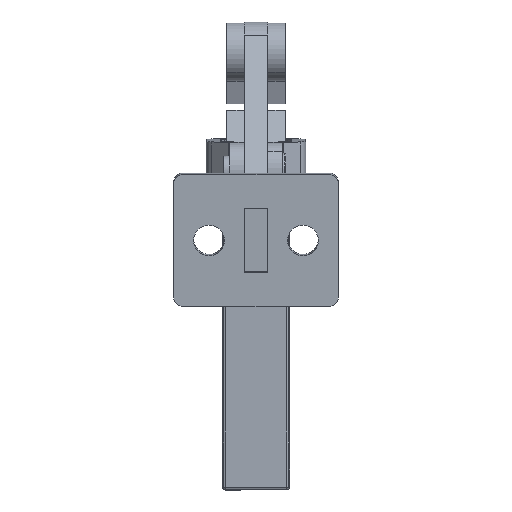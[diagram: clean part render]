
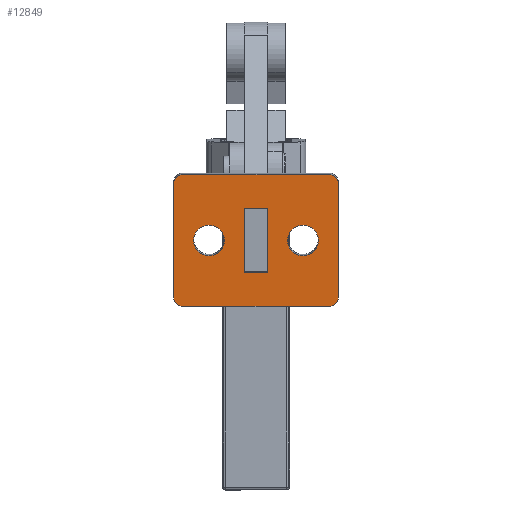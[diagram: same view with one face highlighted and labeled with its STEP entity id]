
A CAD part, front view. The second image highlights one B-rep face of the part: STEP entity #12849.
In plain terms, the highlighted planar face has unit normal (0, -0.998, -0.067).
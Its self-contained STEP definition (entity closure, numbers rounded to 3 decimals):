
#51=CARTESIAN_POINT('',(8.952,51.389,75.866));
#52=VERTEX_POINT('',#51);
#68=CARTESIAN_POINT('',(-1.548,51.389,75.866));
#69=VERTEX_POINT('',#68);
#76=CARTESIAN_POINT('',(3.702,51.389,75.866));
#77=DIRECTION('',(0.0,0.998,0.067));
#78=DIRECTION('',(1.0,0.0,0.0));
#79=AXIS2_PLACEMENT_3D('',#76,#77,#78);
#80=CIRCLE('',#79,5.25);
#81=EDGE_CURVE('',#52,#69,#80,.T.);
#93=CARTESIAN_POINT('',(-23.048,51.389,75.866));
#94=VERTEX_POINT('',#93);
#110=CARTESIAN_POINT('',(-33.548,51.389,75.866));
#111=VERTEX_POINT('',#110);
#118=CARTESIAN_POINT('',(-28.298,51.389,75.866));
#119=DIRECTION('',(0.0,0.998,0.067));
#120=DIRECTION('',(1.0,0.0,0.0));
#121=AXIS2_PLACEMENT_3D('',#118,#119,#120);
#122=CIRCLE('',#121,5.25);
#123=EDGE_CURVE('',#94,#111,#122,.T.);
#133=CARTESIAN_POINT('',(14.823,49.932,97.438));
#134=VERTEX_POINT('',#133);
#143=CARTESIAN_POINT('',(15.702,50.075,95.321));
#144=VERTEX_POINT('',#143);
#145=CARTESIAN_POINT('',(12.702,50.075,95.321));
#146=DIRECTION('',(0.,0.998,0.067));
#147=DIRECTION('',(0.707,-0.048,0.706));
#148=AXIS2_PLACEMENT_3D('',#145,#146,#147);
#149=CIRCLE('',#148,3.);
#150=EDGE_CURVE('',#134,#144,#149,.T.);
#175=CARTESIAN_POINT('',(-39.419,49.932,97.438));
#176=VERTEX_POINT('',#175);
#185=CARTESIAN_POINT('',(-37.298,49.873,98.315));
#186=VERTEX_POINT('',#185);
#187=CARTESIAN_POINT('',(-37.298,50.075,95.321));
#188=DIRECTION('',(0.,0.998,0.067));
#189=DIRECTION('',(-0.707,-0.048,0.706));
#190=AXIS2_PLACEMENT_3D('',#187,#188,#189);
#191=CIRCLE('',#190,3.);
#192=EDGE_CURVE('',#176,#186,#191,.T.);
#217=CARTESIAN_POINT('',(-39.419,52.845,54.294));
#218=VERTEX_POINT('',#217);
#227=CARTESIAN_POINT('',(-40.298,52.702,56.41));
#228=VERTEX_POINT('',#227);
#229=CARTESIAN_POINT('',(-37.298,52.702,56.41));
#230=DIRECTION('',(0.,0.998,0.067));
#231=DIRECTION('',(-0.707,0.048,-0.706));
#232=AXIS2_PLACEMENT_3D('',#229,#230,#231);
#233=CIRCLE('',#232,3.);
#234=EDGE_CURVE('',#218,#228,#233,.T.);
#259=CARTESIAN_POINT('',(14.823,52.845,54.294));
#260=VERTEX_POINT('',#259);
#269=CARTESIAN_POINT('',(12.702,52.905,53.417));
#270=VERTEX_POINT('',#269);
#271=CARTESIAN_POINT('',(12.702,52.702,56.41));
#272=DIRECTION('',(0.,0.998,0.067));
#273=DIRECTION('',(0.707,0.048,-0.706));
#274=AXIS2_PLACEMENT_3D('',#271,#272,#273);
#275=CIRCLE('',#274,3.);
#276=EDGE_CURVE('',#260,#270,#275,.T.);
#12570=CARTESIAN_POINT('',(-8.248,50.644,86.891));
#12571=VERTEX_POINT('',#12570);
#12572=CARTESIAN_POINT('',(-8.248,52.133,64.841));
#12573=VERTEX_POINT('',#12572);
#12574=CARTESIAN_POINT('',(-8.248,50.644,86.891));
#12575=DIRECTION('',(0.,0.067,-0.998));
#12576=VECTOR('',#12575,22.1);
#12577=LINE('',#12574,#12576);
#12578=EDGE_CURVE('',#12571,#12573,#12577,.T.);
#12610=CARTESIAN_POINT('',(-16.348,52.133,64.841));
#12611=VERTEX_POINT('',#12610);
#12612=CARTESIAN_POINT('',(-8.248,52.133,64.841));
#12613=DIRECTION('',(-1.0,0.0,0.0));
#12614=VECTOR('',#12613,8.1);
#12615=LINE('',#12612,#12614);
#12616=EDGE_CURVE('',#12573,#12611,#12615,.T.);
#12648=CARTESIAN_POINT('',(-16.348,50.644,86.891));
#12649=VERTEX_POINT('',#12648);
#12650=CARTESIAN_POINT('',(-16.348,52.133,64.841));
#12651=DIRECTION('',(0.,-0.067,0.998));
#12652=VECTOR('',#12651,22.1);
#12653=LINE('',#12650,#12652);
#12654=EDGE_CURVE('',#12611,#12649,#12653,.T.);
#12679=CARTESIAN_POINT('',(-16.348,50.644,86.891));
#12680=DIRECTION('',(1.0,0.0,0.0));
#12681=VECTOR('',#12680,8.1);
#12682=LINE('',#12679,#12681);
#12683=EDGE_CURVE('',#12649,#12571,#12682,.T.);
#12718=CARTESIAN_POINT('',(15.702,52.702,56.41));
#12719=VERTEX_POINT('',#12718);
#12726=CARTESIAN_POINT('',(12.702,52.702,56.41));
#12727=DIRECTION('',(0.,0.998,0.067));
#12728=DIRECTION('',(0.707,0.048,-0.706));
#12729=AXIS2_PLACEMENT_3D('',#12726,#12727,#12728);
#12730=CIRCLE('',#12729,3.);
#12731=EDGE_CURVE('',#12719,#260,#12730,.T.);
#12742=CARTESIAN_POINT('',(-37.298,52.905,53.417));
#12743=VERTEX_POINT('',#12742);
#12744=CARTESIAN_POINT('',(12.702,52.905,53.417));
#12745=DIRECTION('',(-1.0,0.0,0.0));
#12746=VECTOR('',#12745,50.);
#12747=LINE('',#12744,#12746);
#12748=EDGE_CURVE('',#270,#12743,#12747,.T.);
#12767=CARTESIAN_POINT('',(-12.298,51.389,75.866));
#12768=DIRECTION('',(0.,0.998,0.067));
#12769=DIRECTION('',(-1.0,0.0,0.0));
#12770=AXIS2_PLACEMENT_3D('',#12767,#12768,#12769);
#12771=PLANE('',#12770);
#12772=ORIENTED_EDGE('',*,*,#12731,.F.);
#12773=CARTESIAN_POINT('',(15.702,50.075,95.321));
#12774=DIRECTION('',(0.,0.067,-0.998));
#12775=VECTOR('',#12774,39.);
#12776=LINE('',#12773,#12775);
#12777=EDGE_CURVE('',#144,#12719,#12776,.T.);
#12778=ORIENTED_EDGE('',*,*,#12777,.F.);
#12779=ORIENTED_EDGE('',*,*,#150,.F.);
#12780=CARTESIAN_POINT('',(12.702,49.873,98.315));
#12781=VERTEX_POINT('',#12780);
#12782=CARTESIAN_POINT('',(12.702,50.075,95.321));
#12783=DIRECTION('',(0.,0.998,0.067));
#12784=DIRECTION('',(0.707,-0.048,0.706));
#12785=AXIS2_PLACEMENT_3D('',#12782,#12783,#12784);
#12786=CIRCLE('',#12785,3.);
#12787=EDGE_CURVE('',#12781,#134,#12786,.T.);
#12788=ORIENTED_EDGE('',*,*,#12787,.F.);
#12789=CARTESIAN_POINT('',(-37.298,49.873,98.315));
#12790=DIRECTION('',(1.0,0.0,0.0));
#12791=VECTOR('',#12790,50.0);
#12792=LINE('',#12789,#12791);
#12793=EDGE_CURVE('',#186,#12781,#12792,.T.);
#12794=ORIENTED_EDGE('',*,*,#12793,.F.);
#12795=ORIENTED_EDGE('',*,*,#192,.F.);
#12796=CARTESIAN_POINT('',(-40.298,50.075,95.321));
#12797=VERTEX_POINT('',#12796);
#12798=CARTESIAN_POINT('',(-37.298,50.075,95.321));
#12799=DIRECTION('',(0.,0.998,0.067));
#12800=DIRECTION('',(-0.707,-0.048,0.706));
#12801=AXIS2_PLACEMENT_3D('',#12798,#12799,#12800);
#12802=CIRCLE('',#12801,3.);
#12803=EDGE_CURVE('',#12797,#176,#12802,.T.);
#12804=ORIENTED_EDGE('',*,*,#12803,.F.);
#12805=CARTESIAN_POINT('',(-40.298,52.702,56.41));
#12806=DIRECTION('',(0.,-0.067,0.998));
#12807=VECTOR('',#12806,39.0);
#12808=LINE('',#12805,#12807);
#12809=EDGE_CURVE('',#228,#12797,#12808,.T.);
#12810=ORIENTED_EDGE('',*,*,#12809,.F.);
#12811=ORIENTED_EDGE('',*,*,#234,.F.);
#12812=CARTESIAN_POINT('',(-37.298,52.702,56.41));
#12813=DIRECTION('',(0.,0.998,0.067));
#12814=DIRECTION('',(-0.707,0.048,-0.706));
#12815=AXIS2_PLACEMENT_3D('',#12812,#12813,#12814);
#12816=CIRCLE('',#12815,3.);
#12817=EDGE_CURVE('',#12743,#218,#12816,.T.);
#12818=ORIENTED_EDGE('',*,*,#12817,.F.);
#12819=ORIENTED_EDGE('',*,*,#12748,.F.);
#12820=ORIENTED_EDGE('',*,*,#276,.F.);
#12821=EDGE_LOOP('',(#12772,#12778,#12779,#12788,#12794,#12795,#12804,#12810,#12811,#12818,#12819,#12820));
#12822=FACE_OUTER_BOUND('',#12821,.T.);
#12823=ORIENTED_EDGE('',*,*,#12578,.T.);
#12824=ORIENTED_EDGE('',*,*,#12616,.T.);
#12825=ORIENTED_EDGE('',*,*,#12654,.T.);
#12826=ORIENTED_EDGE('',*,*,#12683,.T.);
#12827=EDGE_LOOP('',(#12823,#12824,#12825,#12826));
#12828=FACE_BOUND('',#12827,.T.);
#12829=CARTESIAN_POINT('',(-28.298,51.389,75.866));
#12830=DIRECTION('',(0.0,0.998,0.067));
#12831=DIRECTION('',(1.0,0.0,0.0));
#12832=AXIS2_PLACEMENT_3D('',#12829,#12830,#12831);
#12833=CIRCLE('',#12832,5.25);
#12834=EDGE_CURVE('',#111,#94,#12833,.T.);
#12835=ORIENTED_EDGE('',*,*,#12834,.T.);
#12836=ORIENTED_EDGE('',*,*,#123,.T.);
#12837=EDGE_LOOP('',(#12835,#12836));
#12838=FACE_BOUND('',#12837,.T.);
#12839=CARTESIAN_POINT('',(3.702,51.389,75.866));
#12840=DIRECTION('',(0.0,0.998,0.067));
#12841=DIRECTION('',(1.0,0.0,0.0));
#12842=AXIS2_PLACEMENT_3D('',#12839,#12840,#12841);
#12843=CIRCLE('',#12842,5.25);
#12844=EDGE_CURVE('',#69,#52,#12843,.T.);
#12845=ORIENTED_EDGE('',*,*,#12844,.T.);
#12846=ORIENTED_EDGE('',*,*,#81,.T.);
#12847=EDGE_LOOP('',(#12845,#12846));
#12848=FACE_BOUND('',#12847,.T.);
#12849=ADVANCED_FACE('',(#12822,#12828,#12838,#12848),#12771,.F.);
